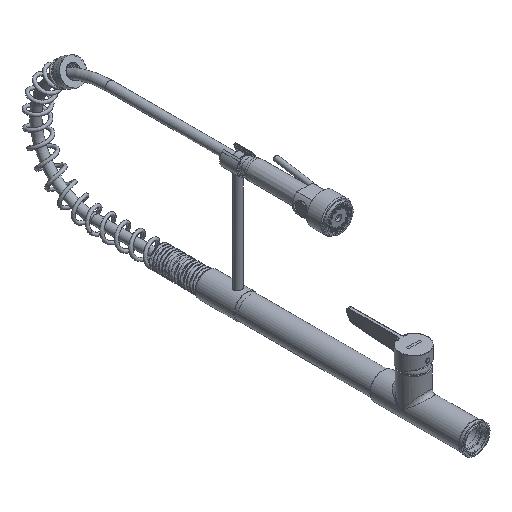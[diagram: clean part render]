
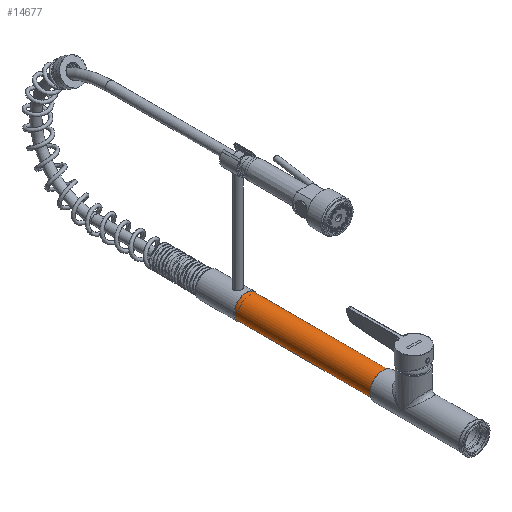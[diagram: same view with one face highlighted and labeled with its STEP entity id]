
A CAD part, isometric view. The second image highlights one B-rep face of the part: STEP entity #14677.
In plain terms, the highlighted cylindrical face has radius 19 mm (diameter 38 mm), a full revolution.
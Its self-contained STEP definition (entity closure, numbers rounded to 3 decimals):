
#1583 = DIRECTION ( 'NONE',  ( 0., 1., 0. ) ) ;
#1821 = FACE_OUTER_BOUND ( 'NONE', #9377, .T. ) ;
#3180 = CYLINDRICAL_SURFACE ( 'NONE', #24139, 19. ) ;
#4578 = DIRECTION ( 'NONE',  ( -0.155, 0., -0.988 ) ) ;
#5232 = ORIENTED_EDGE ( 'NONE', *, *, #25143, .T. ) ;
#9377 = EDGE_LOOP ( 'NONE', ( #17508 ) ) ;
#14677 = ADVANCED_FACE ( 'NONE', ( #16150, #1821 ), #3180, .T. ) ;
#14859 = CARTESIAN_POINT ( 'NONE',  ( -2.938, 328.001, -18.772 ) ) ;
#15072 = DIRECTION ( 'NONE',  ( 0.155, 0., 0.988 ) ) ;
#15136 = VERTEX_POINT ( 'NONE', #31295 ) ;
#15790 = CIRCLE ( 'NONE', #28223, 19. ) ;
#16150 = FACE_OUTER_BOUND ( 'NONE', #33262, .T. ) ;
#16535 = CARTESIAN_POINT ( 'NONE',  ( 0., 105.001, 0. ) ) ;
#17508 = ORIENTED_EDGE ( 'NONE', *, *, #27121, .F. ) ;
#22162 = AXIS2_PLACEMENT_3D ( 'NONE', #16535, #36689, #31086 ) ;
#24139 = AXIS2_PLACEMENT_3D ( 'NONE', #32138, #34751, #15072 ) ;
#25143 = EDGE_CURVE ( 'NONE', #15136, #15136, #32023, .T. ) ;
#27121 = EDGE_CURVE ( 'NONE', #29508, #29508, #15790, .T. ) ;
#28223 = AXIS2_PLACEMENT_3D ( 'NONE', #30286, #1583, #4578 ) ;
#29508 = VERTEX_POINT ( 'NONE', #14859 ) ;
#30286 = CARTESIAN_POINT ( 'NONE',  ( 0., 328.001, 0. ) ) ;
#31086 = DIRECTION ( 'NONE',  ( 0.155, 0., 0.988 ) ) ;
#31295 = CARTESIAN_POINT ( 'NONE',  ( 2.938, 105.001, 18.772 ) ) ;
#32023 = CIRCLE ( 'NONE', #22162, 19. ) ;
#32138 = CARTESIAN_POINT ( 'NONE',  ( 0., 363.701, 0. ) ) ;
#33262 = EDGE_LOOP ( 'NONE', ( #5232 ) ) ;
#34751 = DIRECTION ( 'NONE',  ( 0., 1., 0. ) ) ;
#36689 = DIRECTION ( 'NONE',  ( 0., 1., 0. ) ) ;
